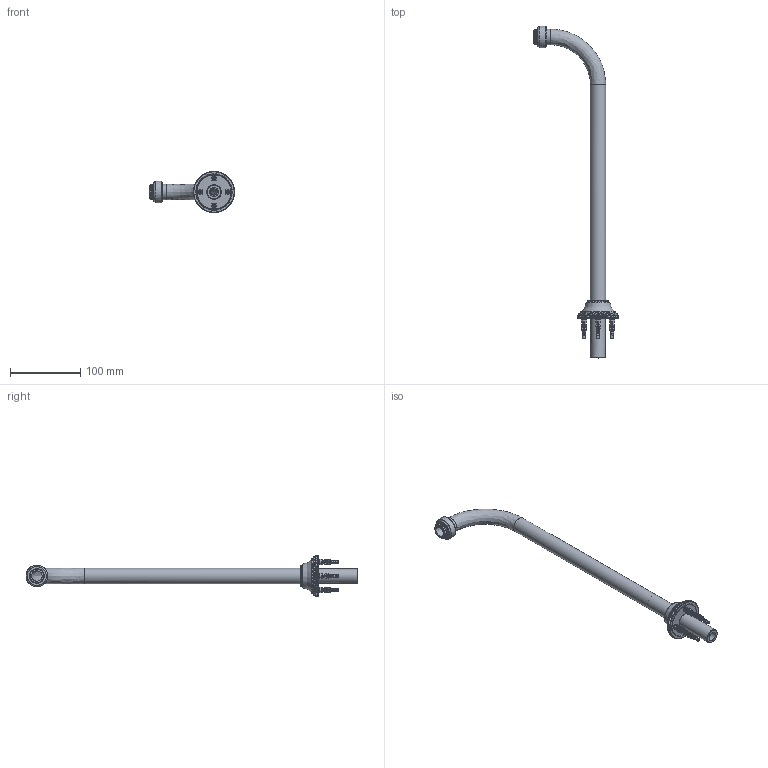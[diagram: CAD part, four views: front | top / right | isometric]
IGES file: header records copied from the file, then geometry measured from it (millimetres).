
Global section: file name: V662W; native system: Autodesk Inventor 2018; preprocessor: unknown; author: adaniels; date: 20190708.104706; units: millimetre
Bounding box: 121.25 x 473 x 58.5 mm (x, y, z)
Volume: 86858.5 mm3; surface area: 103591.4 mm2
Topology: 19 solids, 19 shells, 1803 faces, 4846 edges, 3066 vertices
Faces by surface type: bspline 1803
